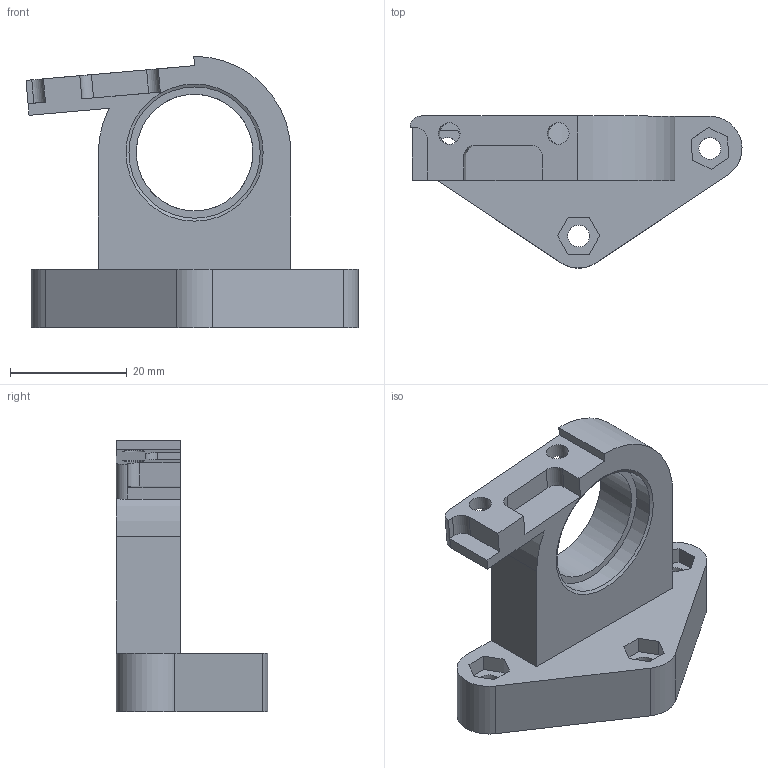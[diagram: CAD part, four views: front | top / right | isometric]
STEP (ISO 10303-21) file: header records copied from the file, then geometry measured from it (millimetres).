
FILE_DESCRIPTION(/* description */ ('CyclmarcoTraseroY'),/* implementation_level */ '2;1');
FILE_NAME(/* name */ 'G004155_CyclmarcoTraseroY.stp',/* time_stamp */ '2015-09-04T18:31:41+02:00',/* author */ ('jnazabal'),/* organization */ (''),/* preprocessor_version */ 'ST-DEVELOPER v15.6',/* originating_system */ 'Autodesk Inventor 2015',/* authorisation */ '');
FILE_SCHEMA (('AUTOMOTIVE_DESIGN { 1 0 10303 214 3 1 1 }'));
Length unit declared in the file: millimetre
Products named in the file (1): G004155_CyclmarcoTraseroY
Bounding box: 56.89 x 25.98 x 46.5 mm (x, y, z)
Volume: 17737.7 mm3; surface area: 7207.8 mm2
Topology: 1 solids, 1 shells, 68 faces, 187 edges, 125 vertices
Faces by surface type: plane 51, cylinder 16, cone 1
Full cylindrical faces by diameter (mm): 3.75 x5, 20 x1, 22.5 x1
Entity records: 2126 total; most frequent: CARTESIAN_POINT 365, ORIENTED_EDGE 350, DIRECTION 348, EDGE_CURVE 175, LINE 140, VECTOR 140, VERTEX_POINT 121, AXIS2_PLACEMENT_3D 104
